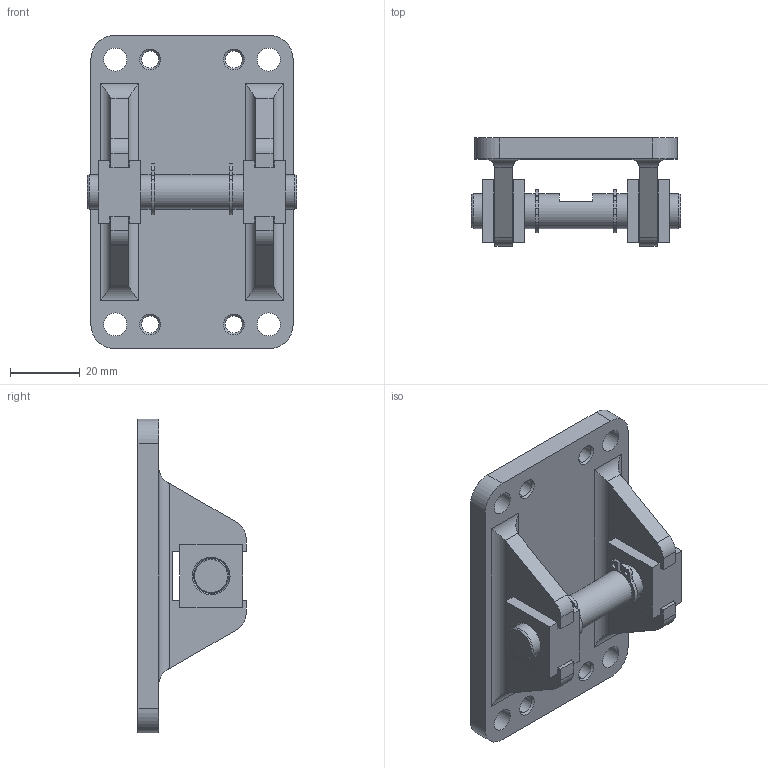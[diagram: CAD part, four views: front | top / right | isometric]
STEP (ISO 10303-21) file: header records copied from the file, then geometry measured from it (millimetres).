
FILE_DESCRIPTION(/* description */ ('STEP AP214'),/* implementation_level */ '2;1');
FILE_NAME(/* name */ '8001413_DARD-L1-40-S',/* time_stamp */ '2024-08-14T14:51:10+02:00',/* author */ ('License CC BY-ND 4.0'),/* organization */ ('CADENAS'),/* preprocessor_version */ 'ST-DEVELOPER v19.3',/* originating_system */ 'PARTsolutions',/* authorisation */ ' ');
FILE_SCHEMA (('AUTOMOTIVE_DESIGN {1 0 10303 214 3 1 1}'));
Length unit declared in the file: millimetre
Products named in the file (5): 8001413 DARD-L1-40-S; 334248 FKP-40; 334250 FKP-40; 1876064 DARD-L1-40-S; DIN471 - 10x1
Assembly tree (6 placements, depth 2):
  8001413 DARD-L1-40-S
    334248 FKP-40
    334250 FKP-40  x2
    1876064 DARD-L1-40-S
    DIN471 - 10x1  x2
Bounding box: 60 x 31 x 90 mm (x, y, z)
Volume: 45427.4 mm3; surface area: 22076.3 mm2
Topology: 6 solids, 6 shells, 147 faces, 371 edges, 244 vertices
Faces by surface type: plane 74, cylinder 55, cone 14, torus 4
Full cylindrical faces by diameter (mm): 1.5 x4, 4.917 x4, 6.6 x4, 9.6 x2, 10 x5
Entity records: 3455 total; most frequent: CARTESIAN_POINT 591, DIRECTION 590, ORIENTED_EDGE 508, EDGE_CURVE 254, AXIS2_PLACEMENT_3D 223, VERTEX_POINT 184, EDGE_LOOP 172, FACE_BOUND 172
